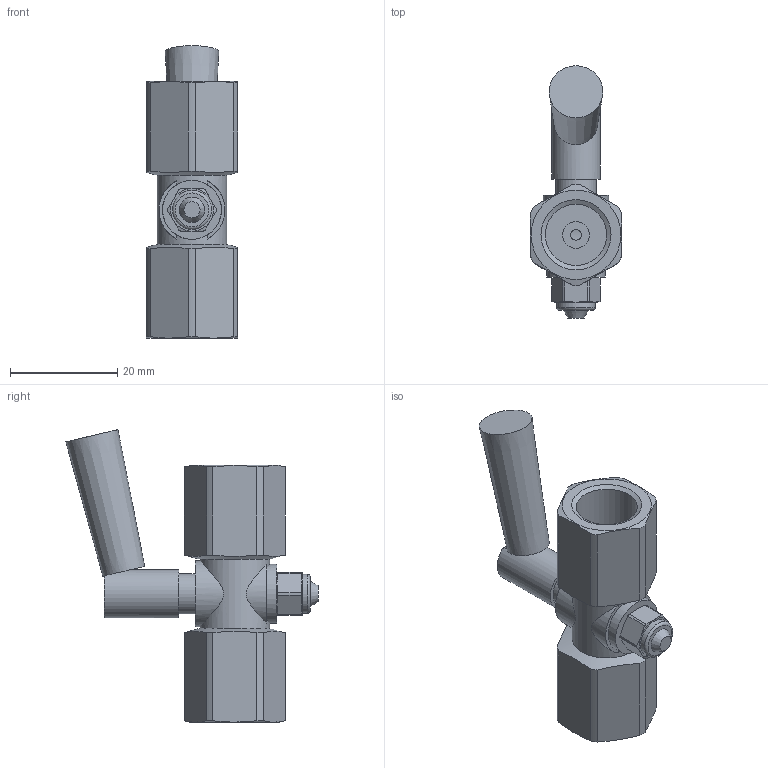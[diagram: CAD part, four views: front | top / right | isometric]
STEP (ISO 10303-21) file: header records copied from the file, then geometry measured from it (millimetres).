
FILE_DESCRIPTION(/* description */ (''),/* implementation_level */ '2;1');
FILE_NAME(/* name */ 'mah_14_mm_ms.stp',/* time_stamp */ '2021-07-12T11:17:40+02:00',/* author */ ('leitheußer'),/* organization */ (''),/* preprocessor_version */ 'ST-DEVELOPER v16.13',/* originating_system */ 'Autodesk Inventor LT',/* authorisation */ '');
FILE_SCHEMA (('AUTOMOTIVE_DESIGN { 1 0 10303 214 3 1 1 }'));
Length unit declared in the file: millimetre
Products named in the file (1): MAH 14 MM MS
Bounding box: 17 x 47.12 x 54.67 mm (x, y, z)
Volume: 10897.1 mm3; surface area: 6072 mm2
Topology: 3 solids, 3 shells, 106 faces, 246 edges, 157 vertices
Faces by surface type: plane 46, cylinder 37, cone 22, torus 1
Full cylindrical faces by diameter (mm): 2 x2, 5 x2, 7.3 x1, 7.5 x1, 9 x1, 11 x1, 11.445 x2, 12.3 x1, 13 x3
Entity records: 2992 total; most frequent: CARTESIAN_POINT 744, DIRECTION 460, ORIENTED_EDGE 422, EDGE_CURVE 211, AXIS2_PLACEMENT_3D 199, VERTEX_POINT 148, EDGE_LOOP 144, FACE_OUTER_BOUND 106
